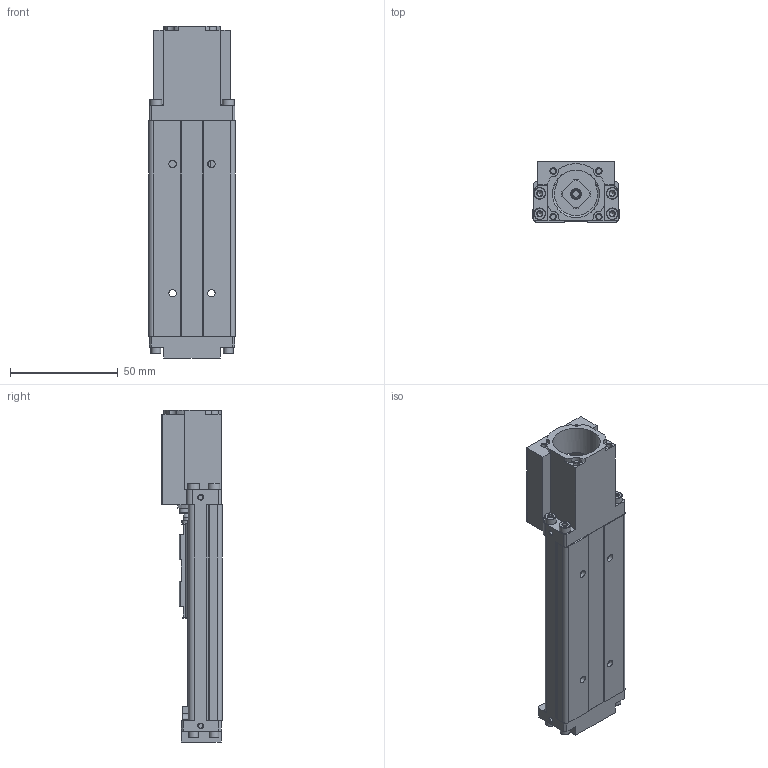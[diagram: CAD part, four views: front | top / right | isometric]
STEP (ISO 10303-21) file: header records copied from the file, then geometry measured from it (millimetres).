
FILE_DESCRIPTION(/* description */ ('STEP AP214'),/* implementation_level */ '2;1');
FILE_NAME(/* name */ '562758_EGSK-20-25-1P',/* time_stamp */ '2024-08-27T13:49:29+02:00',/* author */ ('License CC BY-ND 4.0'),/* organization */ ('CADENAS'),/* preprocessor_version */ 'ST-DEVELOPER v19.3',/* originating_system */ 'PARTsolutions',/* authorisation */ ' ');
FILE_SCHEMA (('INTEGRATED_CNC_SCHEMA','AP242_MANAGED_MODEL_BASED_3D_ENGINEERING_MIM_LF { 1 0 10303 442 3 1 4 }','AUTOMOTIVE_DESIGN {1 0 10303 214 3 1 1}'));
Length unit declared in the file: millimetre
Products named in the file (3): 562758 EGSK-20-25-1P---(0); 562750 EGSK-20-25_G; 562750 EGSK-20-1_SL
Assembly tree (2 placements, depth 2):
  562758 EGSK-20-25-1P---(0)
    562750 EGSK-20-25_G
    562750 EGSK-20-1_SL
Bounding box: 40 x 28 x 154 mm (x, y, z)
Volume: 78564.7 mm3; surface area: 34765.4 mm2
Topology: 2 solids, 2 shells, 602 faces, 1540 edges, 985 vertices
Faces by surface type: plane 408, cylinder 127, cone 55, torus 11, sphere 1
Full cylindrical faces by diameter (mm): 1.5 x2, 1.567 x2, 1.65 x2, 2 x2, 2.013 x4, 2.113 x4, 2.459 x8, 2.5 x1, 3 x4, 3.3 x4, 3.4 x4, 3.5 x1, 4 x2, 4.5 x7, 5 x1, 5.5 x4, 6 x2, 6.5 x4, 7 x1, 10.8 x1, 22 x1
Entity records: 20042 total; most frequent: CARTESIAN_POINT 3287, DIRECTION 2868, ORIENTED_EDGE 2760, EDGE_CURVE 1380, AXIS2_PLACEMENT_3D 972, VERTEX_POINT 961, LINE 924, VECTOR 924
